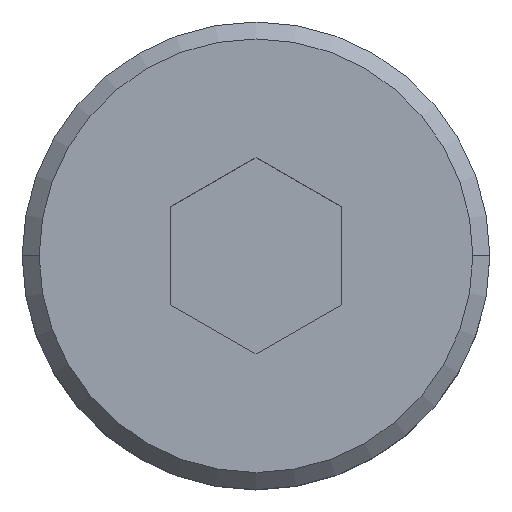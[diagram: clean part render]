
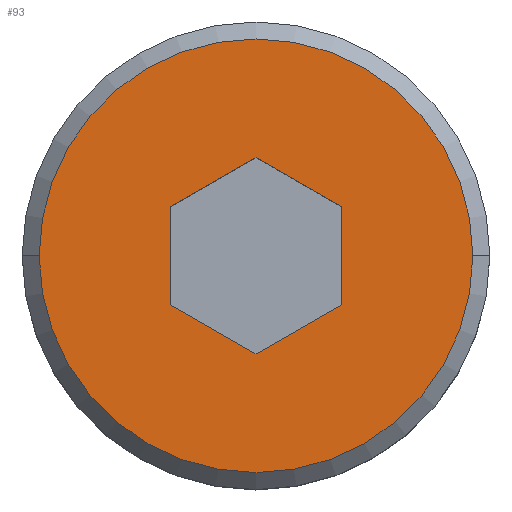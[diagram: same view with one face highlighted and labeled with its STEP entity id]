
A CAD part, top view. The second image highlights one B-rep face of the part: STEP entity #93.
In plain terms, the highlighted planar face has unit normal (0, 0, 1).
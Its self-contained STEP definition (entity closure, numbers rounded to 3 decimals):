
#1 = VERTEX_POINT ( 'NONE', #556 ) ;
#14 = LINE ( 'NONE', #540, #199 ) ;
#23 = AXIS2_PLACEMENT_3D ( 'NONE', #173, #87, #351 ) ;
#24 = CIRCLE ( 'NONE', #23, 2.55 ) ;
#25 = VECTOR ( 'NONE', #399, 1000. ) ;
#30 = ORIENTED_EDGE ( 'NONE', *, *, #364, .T. ) ;
#31 = EDGE_CURVE ( 'NONE', #71, #447, #509, .T. ) ;
#45 = ORIENTED_EDGE ( 'NONE', *, *, #74, .F. ) ;
#54 = CARTESIAN_POINT ( 'NONE',  ( -1., 0.577, 3. ) ) ;
#55 = CARTESIAN_POINT ( 'NONE',  ( -1., -0.577, 3. ) ) ;
#68 = VECTOR ( 'NONE', #526, 1000. ) ;
#71 = VERTEX_POINT ( 'NONE', #55 ) ;
#74 = EDGE_CURVE ( 'NONE', #224, #206, #14, .T. ) ;
#78 = ORIENTED_EDGE ( 'NONE', *, *, #415, .T. ) ;
#79 = VERTEX_POINT ( 'NONE', #490 ) ;
#83 = CARTESIAN_POINT ( 'NONE',  ( -1., -0.577, 3. ) ) ;
#87 = DIRECTION ( 'NONE',  ( 0., 0., 1. ) ) ;
#89 = CARTESIAN_POINT ( 'NONE',  ( 0., 0., 3. ) ) ;
#93 = ADVANCED_FACE ( 'NONE', ( #401, #449 ), #151, .T. ) ;
#95 = DIRECTION ( 'NONE',  ( -0.866, -0.5, 0. ) ) ;
#98 = VERTEX_POINT ( 'NONE', #318 ) ;
#108 = EDGE_CURVE ( 'NONE', #98, #141, #410, .T. ) ;
#124 = ORIENTED_EDGE ( 'NONE', *, *, #407, .F. ) ;
#141 = VERTEX_POINT ( 'NONE', #328 ) ;
#147 = LINE ( 'NONE', #54, #373 ) ;
#151 = PLANE ( 'NONE',  #270 ) ;
#154 = AXIS2_PLACEMENT_3D ( 'NONE', #89, #207, #483 ) ;
#173 = CARTESIAN_POINT ( 'NONE',  ( 0., 0., 3. ) ) ;
#174 = VECTOR ( 'NONE', #278, 1000. ) ;
#177 = LINE ( 'NONE', #390, #273 ) ;
#199 = VECTOR ( 'NONE', #95, 1000. ) ;
#203 = EDGE_LOOP ( 'NONE', ( #124, #213, #438, #367, #430, #45 ) ) ;
#206 = VERTEX_POINT ( 'NONE', #460 ) ;
#207 = DIRECTION ( 'NONE',  ( 0., 0., 1. ) ) ;
#213 = ORIENTED_EDGE ( 'NONE', *, *, #108, .F. ) ;
#224 = VERTEX_POINT ( 'NONE', #291 ) ;
#269 = DIRECTION ( 'NONE',  ( 1., 0., 0. ) ) ;
#270 = AXIS2_PLACEMENT_3D ( 'NONE', #488, #275, #269 ) ;
#273 = VECTOR ( 'NONE', #559, 1000. ) ;
#275 = DIRECTION ( 'NONE',  ( 0., 0., 1. ) ) ;
#278 = DIRECTION ( 'NONE',  ( 0., 1., 0. ) ) ;
#280 = CARTESIAN_POINT ( 'NONE',  ( 0., -1.155, 3. ) ) ;
#291 = CARTESIAN_POINT ( 'NONE',  ( 0., 1.155, 3. ) ) ;
#318 = CARTESIAN_POINT ( 'NONE',  ( 1., -0.577, 3. ) ) ;
#320 = LINE ( 'NONE', #280, #25 ) ;
#328 = CARTESIAN_POINT ( 'NONE',  ( 1., 0.577, 3. ) ) ;
#351 = DIRECTION ( 'NONE',  ( 1., 0., 0. ) ) ;
#359 = CARTESIAN_POINT ( 'NONE',  ( 1., -0.577, 3. ) ) ;
#364 = EDGE_CURVE ( 'NONE', #79, #1, #502, .T. ) ;
#367 = ORIENTED_EDGE ( 'NONE', *, *, #31, .F. ) ;
#373 = VECTOR ( 'NONE', #496, 1000. ) ;
#390 = CARTESIAN_POINT ( 'NONE',  ( 1., 0.577, 3. ) ) ;
#399 = DIRECTION ( 'NONE',  ( 0.866, 0.5, 0. ) ) ;
#401 = FACE_OUTER_BOUND ( 'NONE', #519, .T. ) ;
#407 = EDGE_CURVE ( 'NONE', #141, #224, #177, .T. ) ;
#410 = LINE ( 'NONE', #359, #174 ) ;
#415 = EDGE_CURVE ( 'NONE', #1, #79, #24, .T. ) ;
#430 = ORIENTED_EDGE ( 'NONE', *, *, #472, .F. ) ;
#438 = ORIENTED_EDGE ( 'NONE', *, *, #505, .F. ) ;
#447 = VERTEX_POINT ( 'NONE', #512 ) ;
#449 = FACE_BOUND ( 'NONE', #203, .T. ) ;
#460 = CARTESIAN_POINT ( 'NONE',  ( -1., 0.577, 3. ) ) ;
#472 = EDGE_CURVE ( 'NONE', #206, #71, #147, .T. ) ;
#483 = DIRECTION ( 'NONE',  ( 1., 0., 0. ) ) ;
#488 = CARTESIAN_POINT ( 'NONE',  ( 0., 0., 3. ) ) ;
#490 = CARTESIAN_POINT ( 'NONE',  ( 2.55, 0., 3. ) ) ;
#496 = DIRECTION ( 'NONE',  ( 0., -1., 0. ) ) ;
#502 = CIRCLE ( 'NONE', #154, 2.55 ) ;
#505 = EDGE_CURVE ( 'NONE', #447, #98, #320, .T. ) ;
#509 = LINE ( 'NONE', #83, #68 ) ;
#512 = CARTESIAN_POINT ( 'NONE',  ( 0., -1.155, 3. ) ) ;
#519 = EDGE_LOOP ( 'NONE', ( #78, #30 ) ) ;
#526 = DIRECTION ( 'NONE',  ( 0.866, -0.5, 0. ) ) ;
#540 = CARTESIAN_POINT ( 'NONE',  ( 0., 1.155, 3. ) ) ;
#556 = CARTESIAN_POINT ( 'NONE',  ( -2.55, 0., 3. ) ) ;
#559 = DIRECTION ( 'NONE',  ( -0.866, 0.5, 0. ) ) ;
